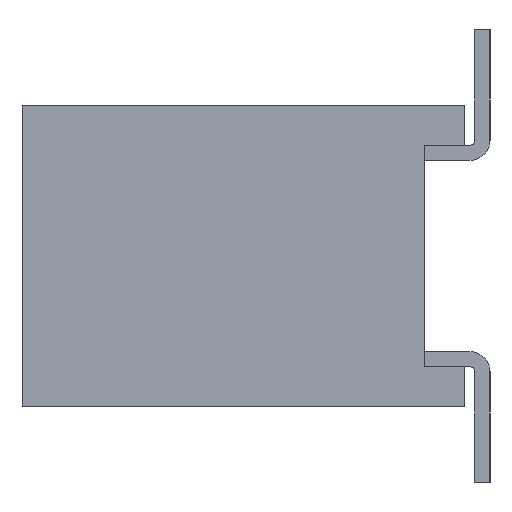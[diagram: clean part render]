
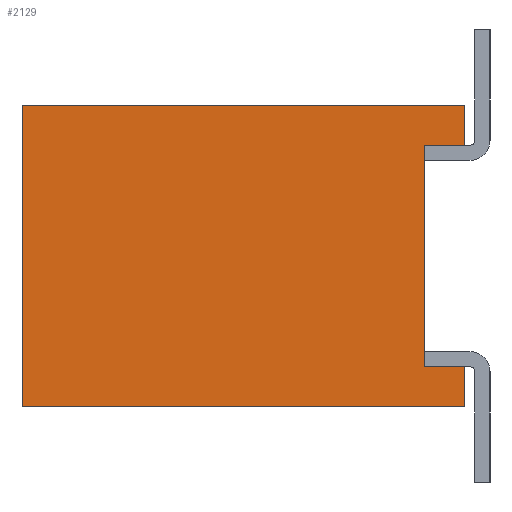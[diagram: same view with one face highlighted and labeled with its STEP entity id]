
A CAD part, left-side view. The second image highlights one B-rep face of the part: STEP entity #2129.
In plain terms, the highlighted planar face has unit normal (-1, 0, 0).
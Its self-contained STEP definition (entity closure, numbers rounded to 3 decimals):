
#47 = EDGE_CURVE ( 'NONE', #607, #466, #1012, .T. ) ;
#82 = ORIENTED_EDGE ( 'NONE', *, *, #47, .F. ) ;
#84 = VECTOR ( 'NONE', #105, 1000. ) ;
#96 = VERTEX_POINT ( 'NONE', #1975 ) ;
#105 = DIRECTION ( 'NONE',  ( 0., 0., 1. ) ) ;
#117 = EDGE_CURVE ( 'NONE', #466, #2188, #1572, .T. ) ;
#160 = EDGE_CURVE ( 'NONE', #96, #2188, #190, .T. ) ;
#190 = LINE ( 'NONE', #1869, #2163 ) ;
#199 = CARTESIAN_POINT ( 'NONE',  ( -4.675, 0.25, 1.5 ) ) ;
#312 = ORIENTED_EDGE ( 'NONE', *, *, #160, .T. ) ;
#432 = LINE ( 'NONE', #1357, #1947 ) ;
#458 = CARTESIAN_POINT ( 'NONE',  ( -4.675, 19.119, 1.5 ) ) ;
#466 = VERTEX_POINT ( 'NONE', #2021 ) ;
#607 = VERTEX_POINT ( 'NONE', #2109 ) ;
#686 = LINE ( 'NONE', #2563, #1500 ) ;
#712 = VERTEX_POINT ( 'NONE', #1242 ) ;
#733 = ORIENTED_EDGE ( 'NONE', *, *, #967, .T. ) ;
#746 = ORIENTED_EDGE ( 'NONE', *, *, #1894, .T. ) ;
#855 = VECTOR ( 'NONE', #1614, 1000. ) ;
#869 = FACE_OUTER_BOUND ( 'NONE', #1547, .T. ) ;
#967 = EDGE_CURVE ( 'NONE', #2637, #96, #686, .T. ) ;
#971 = DIRECTION ( 'NONE',  ( 0., -1., 0. ) ) ;
#1012 = LINE ( 'NONE', #2906, #84 ) ;
#1044 = LINE ( 'NONE', #2261, #2592 ) ;
#1079 = VERTEX_POINT ( 'NONE', #1676 ) ;
#1150 = CARTESIAN_POINT ( 'NONE',  ( -4.675, -0.65, -1.1 ) ) ;
#1242 = CARTESIAN_POINT ( 'NONE',  ( -4.675, 0.65, -1.1 ) ) ;
#1312 = AXIS2_PLACEMENT_3D ( 'NONE', #458, #2825, #2528 ) ;
#1318 = VECTOR ( 'NONE', #2041, 1000. ) ;
#1325 = VERTEX_POINT ( 'NONE', #2967 ) ;
#1331 = EDGE_CURVE ( 'NONE', #1325, #1079, #1044, .T. ) ;
#1357 = CARTESIAN_POINT ( 'NONE',  ( -4.675, 0.65, -1.1 ) ) ;
#1437 = LINE ( 'NONE', #1467, #2426 ) ;
#1467 = CARTESIAN_POINT ( 'NONE',  ( -4.675, 19.119, -1.5 ) ) ;
#1497 = EDGE_CURVE ( 'NONE', #712, #2637, #432, .T. ) ;
#1500 = VECTOR ( 'NONE', #1825, 1000. ) ;
#1547 = EDGE_LOOP ( 'NONE', ( #2476, #733, #312, #2757, #82, #2877, #2457, #746 ) ) ;
#1572 = LINE ( 'NONE', #1852, #1318 ) ;
#1614 = DIRECTION ( 'NONE',  ( 0., 1., 0. ) ) ;
#1676 = CARTESIAN_POINT ( 'NONE',  ( -4.675, 0.25, -1.1 ) ) ;
#1825 = DIRECTION ( 'NONE',  ( 0., -1., 0. ) ) ;
#1852 = CARTESIAN_POINT ( 'NONE',  ( -4.675, 19.119, 1.5 ) ) ;
#1869 = CARTESIAN_POINT ( 'NONE',  ( -4.675, 0.25, 1.5 ) ) ;
#1894 = EDGE_CURVE ( 'NONE', #1079, #712, #2979, .T. ) ;
#1922 = CARTESIAN_POINT ( 'NONE',  ( -4.675, 0.65, 1.1 ) ) ;
#1947 = VECTOR ( 'NONE', #2313, 1000. ) ;
#1975 = CARTESIAN_POINT ( 'NONE',  ( -4.675, 0.25, 1.1 ) ) ;
#1990 = DIRECTION ( 'NONE',  ( 0., 0., 1. ) ) ;
#2021 = CARTESIAN_POINT ( 'NONE',  ( -4.675, 4.65, 1.5 ) ) ;
#2041 = DIRECTION ( 'NONE',  ( 0., -1., 0. ) ) ;
#2109 = CARTESIAN_POINT ( 'NONE',  ( -4.675, 4.65, -1.5 ) ) ;
#2129 = ADVANCED_FACE ( 'NONE', ( #869 ), #2793, .F. ) ;
#2163 = VECTOR ( 'NONE', #2813, 1000. ) ;
#2188 = VERTEX_POINT ( 'NONE', #199 ) ;
#2261 = CARTESIAN_POINT ( 'NONE',  ( -4.675, 0.25, 1.5 ) ) ;
#2313 = DIRECTION ( 'NONE',  ( 0., 0., 1. ) ) ;
#2421 = EDGE_CURVE ( 'NONE', #607, #1325, #1437, .T. ) ;
#2426 = VECTOR ( 'NONE', #971, 1000. ) ;
#2457 = ORIENTED_EDGE ( 'NONE', *, *, #1331, .T. ) ;
#2476 = ORIENTED_EDGE ( 'NONE', *, *, #1497, .T. ) ;
#2528 = DIRECTION ( 'NONE',  ( 0., 0., -1. ) ) ;
#2563 = CARTESIAN_POINT ( 'NONE',  ( -4.675, -0.65, 1.1 ) ) ;
#2592 = VECTOR ( 'NONE', #1990, 1000. ) ;
#2637 = VERTEX_POINT ( 'NONE', #1922 ) ;
#2757 = ORIENTED_EDGE ( 'NONE', *, *, #117, .F. ) ;
#2793 = PLANE ( 'NONE',  #1312 ) ;
#2813 = DIRECTION ( 'NONE',  ( 0., 0., 1. ) ) ;
#2825 = DIRECTION ( 'NONE',  ( 1., 0., 0. ) ) ;
#2877 = ORIENTED_EDGE ( 'NONE', *, *, #2421, .T. ) ;
#2906 = CARTESIAN_POINT ( 'NONE',  ( -4.675, 4.65, 1.5 ) ) ;
#2967 = CARTESIAN_POINT ( 'NONE',  ( -4.675, 0.25, -1.5 ) ) ;
#2979 = LINE ( 'NONE', #1150, #855 ) ;
